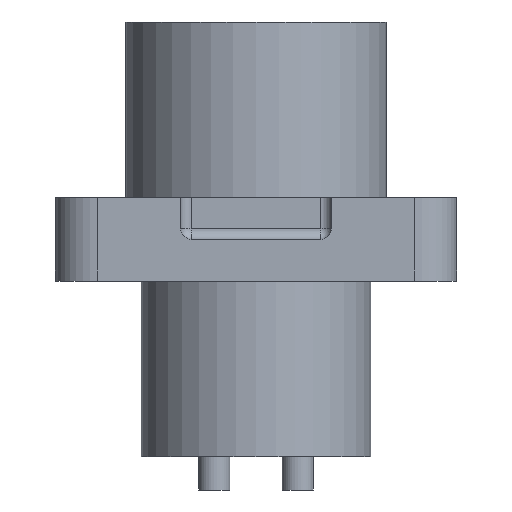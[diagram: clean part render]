
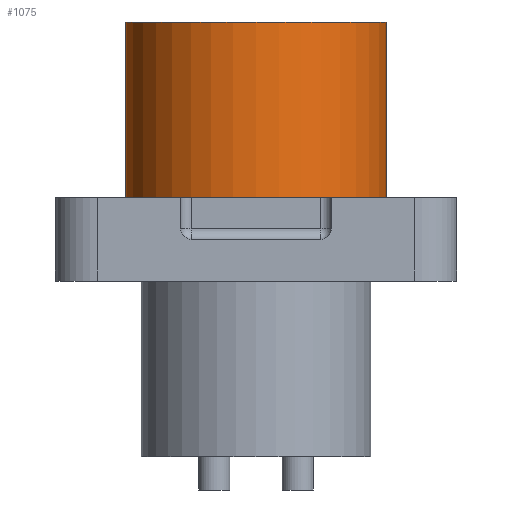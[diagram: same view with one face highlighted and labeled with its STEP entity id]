
A CAD part, front view. The second image highlights one B-rep face of the part: STEP entity #1075.
In plain terms, the highlighted cylindrical face has radius 6.25 mm (diameter 12.5 mm), a partial arc.
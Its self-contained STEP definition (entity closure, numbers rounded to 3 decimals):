
#38 = AXIS2_PLACEMENT_3D ( 'NONE', #1706, #3610, #4550 ) ;
#218 = VERTEX_POINT ( 'NONE', #2443 ) ;
#246 = DIRECTION ( 'NONE',  ( 1., 0., 0. ) ) ;
#395 = EDGE_CURVE ( 'NONE', #803, #5424, #4006, .T. ) ;
#508 = CARTESIAN_POINT ( 'NONE',  ( 0., 0., 4. ) ) ;
#803 = VERTEX_POINT ( 'NONE', #3521 ) ;
#995 = LINE ( 'NONE', #4261, #5509 ) ;
#1075 = ADVANCED_FACE ( 'NONE', ( #2655 ), #3060, .T. ) ;
#1085 = VECTOR ( 'NONE', #5586, 1000. ) ;
#1123 = CARTESIAN_POINT ( 'NONE',  ( 6.25, 0., 4. ) ) ;
#1145 = EDGE_CURVE ( 'NONE', #218, #803, #3668, .T. ) ;
#1183 = DIRECTION ( 'NONE',  ( 0., 0., 1. ) ) ;
#1457 = ORIENTED_EDGE ( 'NONE', *, *, #3351, .F. ) ;
#1603 = CARTESIAN_POINT ( 'NONE',  ( 0., 0., 12.4 ) ) ;
#1706 = CARTESIAN_POINT ( 'NONE',  ( 0., 0., 12.4 ) ) ;
#2019 = AXIS2_PLACEMENT_3D ( 'NONE', #508, #3225, #4266 ) ;
#2426 = CARTESIAN_POINT ( 'NONE',  ( 6.25, 0., 12.4 ) ) ;
#2443 = CARTESIAN_POINT ( 'NONE',  ( -6.25, 0., 12.4 ) ) ;
#2655 = FACE_OUTER_BOUND ( 'NONE', #5585, .T. ) ;
#2721 = CARTESIAN_POINT ( 'NONE',  ( -6.25, 0., 12.4 ) ) ;
#2849 = DIRECTION ( 'NONE',  ( 0., 0., -1. ) ) ;
#3060 = CYLINDRICAL_SURFACE ( 'NONE', #38, 6.25 ) ;
#3123 = ORIENTED_EDGE ( 'NONE', *, *, #1145, .T. ) ;
#3175 = EDGE_CURVE ( 'NONE', #5354, #5424, #995, .T. ) ;
#3225 = DIRECTION ( 'NONE',  ( 0., 0., 1. ) ) ;
#3310 = AXIS2_PLACEMENT_3D ( 'NONE', #1603, #1183, #246 ) ;
#3351 = EDGE_CURVE ( 'NONE', #218, #5354, #4397, .T. ) ;
#3521 = CARTESIAN_POINT ( 'NONE',  ( -6.25, 0., 4. ) ) ;
#3610 = DIRECTION ( 'NONE',  ( 0., 0., -1. ) ) ;
#3668 = LINE ( 'NONE', #2721, #1085 ) ;
#3807 = ORIENTED_EDGE ( 'NONE', *, *, #3175, .F. ) ;
#4006 = CIRCLE ( 'NONE', #2019, 6.25 ) ;
#4261 = CARTESIAN_POINT ( 'NONE',  ( 6.25, 0., 12.4 ) ) ;
#4266 = DIRECTION ( 'NONE',  ( 1., 0., 0. ) ) ;
#4397 = CIRCLE ( 'NONE', #3310, 6.25 ) ;
#4550 = DIRECTION ( 'NONE',  ( -1., 0., 0. ) ) ;
#5354 = VERTEX_POINT ( 'NONE', #2426 ) ;
#5424 = VERTEX_POINT ( 'NONE', #1123 ) ;
#5509 = VECTOR ( 'NONE', #2849, 1000. ) ;
#5585 = EDGE_LOOP ( 'NONE', ( #3807, #1457, #3123, #5670 ) ) ;
#5586 = DIRECTION ( 'NONE',  ( 0., 0., -1. ) ) ;
#5670 = ORIENTED_EDGE ( 'NONE', *, *, #395, .T. ) ;
